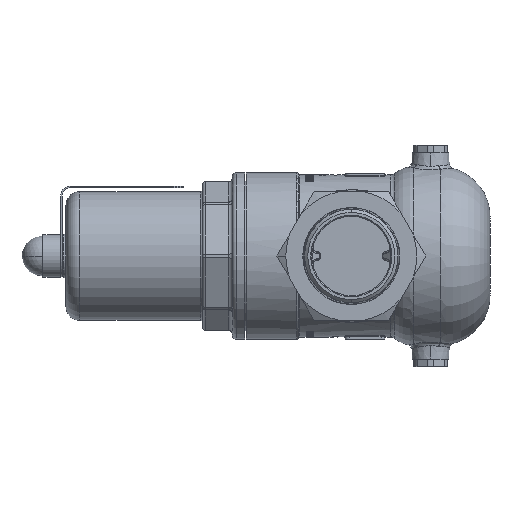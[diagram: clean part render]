
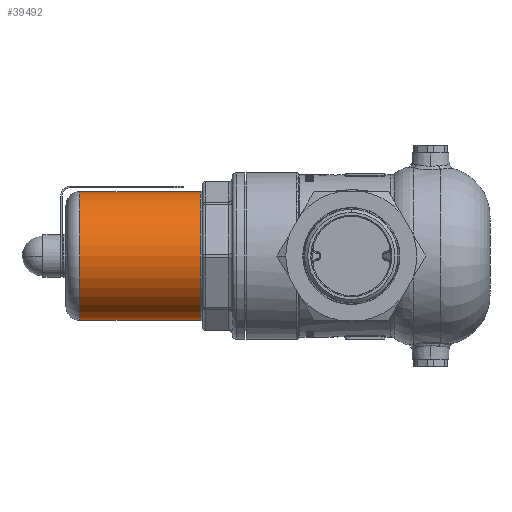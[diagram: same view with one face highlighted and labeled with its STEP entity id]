
A CAD part, left-side view. The second image highlights one B-rep face of the part: STEP entity #39492.
In plain terms, the highlighted cylindrical face has radius 32.5 mm (diameter 65 mm), a partial arc.
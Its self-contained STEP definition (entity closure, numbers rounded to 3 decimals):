
#4461 = VERTEX_POINT ( 'NONE', #28260 ) ;
#4469 = VERTEX_POINT ( 'NONE', #28266 ) ;
#6553 = VERTEX_POINT ( 'NONE', #28320 ) ;
#6561 = VERTEX_POINT ( 'NONE', #28334 ) ;
#6799 = EDGE_LOOP ( 'NONE', ( #44441, #43403, #44090, #43888 ) ) ;
#11914 = AXIS2_PLACEMENT_3D ( 'NONE', #53010, #53011, #53012 ) ;
#11916 = CIRCLE ( 'NONE', #11914, 32.5 ) ;
#28260 = CARTESIAN_POINT ( 'NONE',  ( 0., 76.2, 32.5 ) ) ;
#28266 = CARTESIAN_POINT ( 'NONE',  ( 0., 76.2, -32.5 ) ) ;
#28320 = CARTESIAN_POINT ( 'NONE',  ( 0., 137., -32.5 ) ) ;
#28334 = CARTESIAN_POINT ( 'NONE',  ( 0., 137., 32.5 ) ) ;
#37530 = EDGE_CURVE ( 'NONE', #6553, #6561, #49403, .T. ) ;
#37649 = EDGE_CURVE ( 'NONE', #4461, #6561, #52851, .T. ) ;
#37664 = EDGE_CURVE ( 'NONE', #4469, #6553, #52873, .T. ) ;
#37731 = EDGE_CURVE ( 'NONE', #4469, #4461, #11916, .T. ) ;
#39492 = ADVANCED_FACE ( 'NONE', ( #73550 ), #73504, .T. ) ;
#43403 = ORIENTED_EDGE ( 'NONE', *, *, #37731, .T. ) ;
#43888 = ORIENTED_EDGE ( 'NONE', *, *, #37530, .F. ) ;
#44090 = ORIENTED_EDGE ( 'NONE', *, *, #37649, .T. ) ;
#44441 = ORIENTED_EDGE ( 'NONE', *, *, #37664, .F. ) ;
#49347 = AXIS2_PLACEMENT_3D ( 'NONE', #52678, #52679, #52680 ) ;
#49403 = CIRCLE ( 'NONE', #49347, 32.5 ) ;
#49673 = VECTOR ( 'NONE', #52881, 1000. ) ;
#49689 = VECTOR ( 'NONE', #52861, 1000. ) ;
#51933 = AXIS2_PLACEMENT_3D ( 'NONE', #73559, #73586, #73588 ) ;
#52678 = CARTESIAN_POINT ( 'NONE',  ( 0., 137., 0. ) ) ;
#52679 = DIRECTION ( 'NONE',  ( 0., 1., 0. ) ) ;
#52680 = DIRECTION ( 'NONE',  ( 0., 0., 1. ) ) ;
#52851 = LINE ( 'NONE', #52852, #49689 ) ;
#52852 = CARTESIAN_POINT ( 'NONE',  ( 0., 155.957, 32.5 ) ) ;
#52861 = DIRECTION ( 'NONE',  ( 0., 1., 0. ) ) ;
#52873 = LINE ( 'NONE', #52874, #49673 ) ;
#52874 = CARTESIAN_POINT ( 'NONE',  ( 0., 155.957, -32.5 ) ) ;
#52881 = DIRECTION ( 'NONE',  ( 0., 1., 0. ) ) ;
#53010 = CARTESIAN_POINT ( 'NONE',  ( 0., 76.2, 0. ) ) ;
#53011 = DIRECTION ( 'NONE',  ( 0., 1., 0. ) ) ;
#53012 = DIRECTION ( 'NONE',  ( 0., 0., 1. ) ) ;
#73504 = CYLINDRICAL_SURFACE ( 'NONE', #51933, 32.5 ) ;
#73550 = FACE_OUTER_BOUND ( 'NONE', #6799, .T. ) ;
#73559 = CARTESIAN_POINT ( 'NONE',  ( 0., 155.957, 0. ) ) ;
#73586 = DIRECTION ( 'NONE',  ( 0., 1., 0. ) ) ;
#73588 = DIRECTION ( 'NONE',  ( 0., 0., 1. ) ) ;
